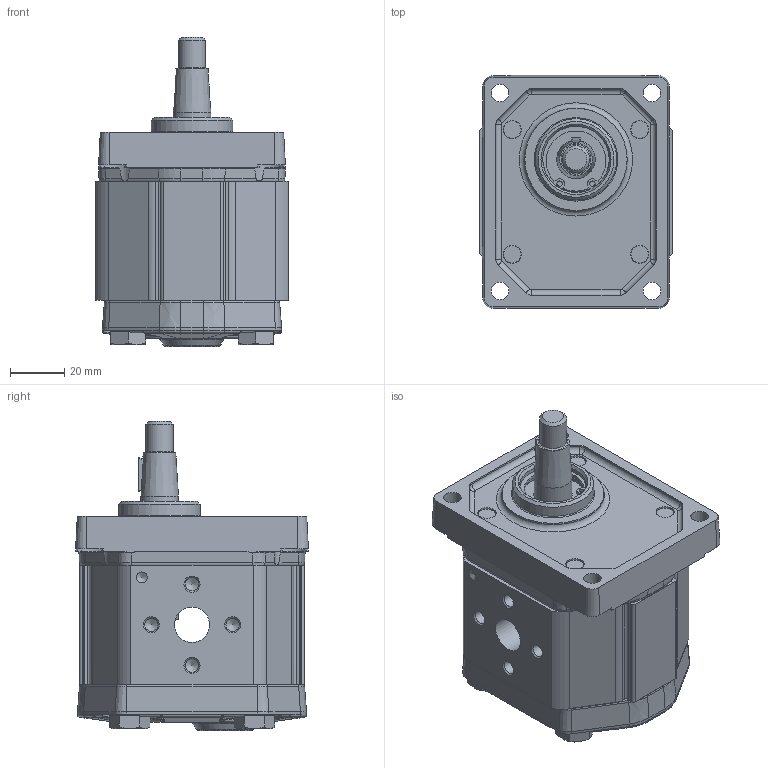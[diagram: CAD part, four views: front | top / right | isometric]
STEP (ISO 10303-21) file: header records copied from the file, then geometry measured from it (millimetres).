
FILE_DESCRIPTION((''),'2;1');
FILE_NAME('GHP1-D-2.stp','2017-04-06T14:06:27',('Atma_101'),(''),'Autodesk Inventor 2013','Autodesk Inventor 2013','');
FILE_SCHEMA(('AUTOMOTIVE_DESIGN { 1 0 10303 214 1 1 1 1 }'));
Length unit declared in the file: millimetre
Products named in the file (1): Parte37
Bounding box: 71 x 86 x 114 mm (x, y, z)
Volume: 312286.1 mm3; surface area: 69070.7 mm2
Topology: 2 solids, 15 shells, 769 faces, 1827 edges, 1098 vertices
Faces by surface type: plane 246, cylinder 239, cone 127, torus 81, bspline 76
Full cylindrical faces by diameter (mm): 2 x2, 4 x9, 4.917 x8, 5.1 x2, 6.5 x4, 6.75 x4, 8 x4, 8.5 x8, 10 x1, 11 x8, 11.6 x4, 13 x2, 14 x3, 14.7 x1, 18 x1, 19.2 x1, 20.5 x2, 24 x1, 24.5 x1, 25.3 x1, 30 x1
Entity records: 24910 total; most frequent: CARTESIAN_POINT 7317, DIRECTION 3676, ORIENTED_EDGE 3220, EDGE_CURVE 1610, AXIS2_PLACEMENT_3D 1516, VERTEX_POINT 1044, EDGE_LOOP 978, CIRCLE 774
